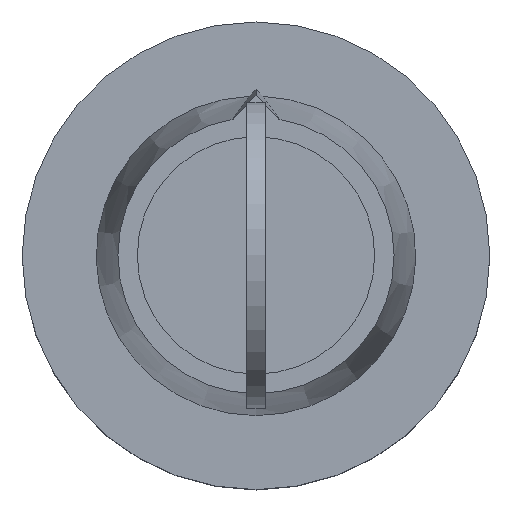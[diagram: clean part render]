
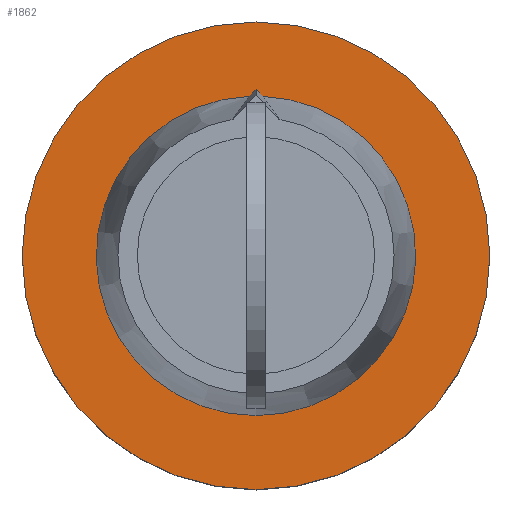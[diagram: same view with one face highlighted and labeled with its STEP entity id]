
A CAD part, top view. The second image highlights one B-rep face of the part: STEP entity #1862.
In plain terms, the highlighted planar face has unit normal (0, 0, 1).
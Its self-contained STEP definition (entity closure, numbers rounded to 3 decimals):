
#1514=CARTESIAN_POINT('',(0.0,15.268,13.));
#1515=VERTEX_POINT('',#1514);
#1524=CARTESIAN_POINT('',(0.,-15.268,13.));
#1525=VERTEX_POINT('',#1524);
#1526=CARTESIAN_POINT('',(0.0,0.,13.));
#1527=DIRECTION('',(0.0,0.0,1.0));
#1528=DIRECTION('',(0.0,1.0,0.0));
#1529=AXIS2_PLACEMENT_3D('',#1526,#1527,#1528);
#1530=CIRCLE('',#1529,15.268);
#1531=EDGE_CURVE('',#1525,#1515,#1530,.T.);
#1598=CARTESIAN_POINT('',(0.0,10.857,13.));
#1599=VERTEX_POINT('',#1598);
#1600=CARTESIAN_POINT('',(0.435,10.421,13.));
#1601=VERTEX_POINT('',#1600);
#1602=CARTESIAN_POINT('',(0.,10.857,13.));
#1603=DIRECTION('',(0.707,-0.707,0.0));
#1604=VECTOR('',#1603,0.616);
#1605=LINE('',#1602,#1604);
#1606=EDGE_CURVE('',#1599,#1601,#1605,.T.);
#1662=CARTESIAN_POINT('',(-0.435,10.421,13.));
#1663=VERTEX_POINT('',#1662);
#1664=CARTESIAN_POINT('',(-0.435,10.421,13.));
#1665=DIRECTION('',(0.707,0.707,0.0));
#1666=VECTOR('',#1665,0.616);
#1667=LINE('',#1664,#1666);
#1668=EDGE_CURVE('',#1599,#1663,#1667,.F.);
#1832=CARTESIAN_POINT('',(0.0,0.,13.));
#1833=DIRECTION('',(0.0,0.0,1.0));
#1834=DIRECTION('',(0.0,1.0,0.0));
#1835=AXIS2_PLACEMENT_3D('',#1832,#1833,#1834);
#1836=CIRCLE('',#1835,15.268);
#1837=EDGE_CURVE('',#1515,#1525,#1836,.T.);
#1842=CARTESIAN_POINT('',(0.0,10.643,13.));
#1843=DIRECTION('',(0.0,0.0,1.0));
#1844=DIRECTION('',(1.0,0.0,0.0));
#1845=AXIS2_PLACEMENT_3D('',#1842,#1843,#1844);
#1846=PLANE('',#1845);
#1847=ORIENTED_EDGE('',*,*,#1837,.T.);
#1848=ORIENTED_EDGE('',*,*,#1531,.T.);
#1849=EDGE_LOOP('',(#1847,#1848));
#1850=FACE_OUTER_BOUND('',#1849,.T.);
#1851=CARTESIAN_POINT('',(0.0,0.,13.));
#1852=DIRECTION('',(0.0,0.0,1.0));
#1853=DIRECTION('',(0.0,1.0,0.0));
#1854=AXIS2_PLACEMENT_3D('',#1851,#1852,#1853);
#1855=CIRCLE('',#1854,10.43);
#1856=EDGE_CURVE('',#1663,#1601,#1855,.T.);
#1857=ORIENTED_EDGE('',*,*,#1856,.F.);
#1858=ORIENTED_EDGE('',*,*,#1668,.F.);
#1859=ORIENTED_EDGE('',*,*,#1606,.T.);
#1860=EDGE_LOOP('',(#1857,#1858,#1859));
#1861=FACE_BOUND('',#1860,.T.);
#1862=ADVANCED_FACE('',(#1850,#1861),#1846,.T.);
